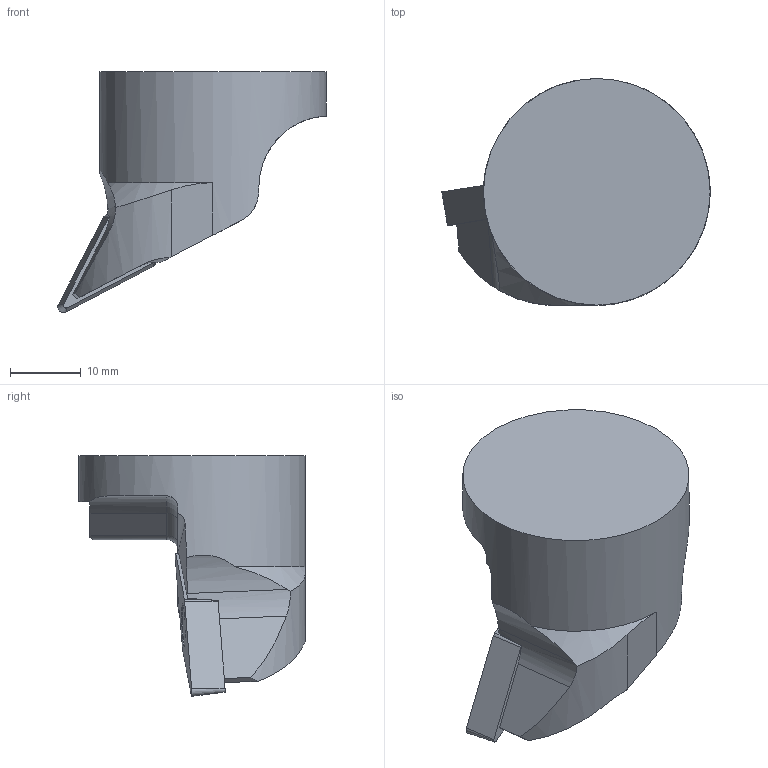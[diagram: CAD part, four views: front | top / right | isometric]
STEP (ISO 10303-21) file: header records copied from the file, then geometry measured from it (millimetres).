
FILE_DESCRIPTION(/* description */ (''),/* implementation_level */ '2;1');
FILE_NAME(/* name */ '1642510373004.stp',/* time_stamp */ '2022-01-18T18:23:10+06:00',/* author */ (''),/* organization */ ('SMS'),/* preprocessor_version */ 'ST-DEVELOPER v16.7',/* originating_system */ 'SIEMENS PLM Software NX 12.0',/* authorisation */ '');
FILE_SCHEMA (('AUTOMOTIVE_DESIGN { 1 0 10303 214 3 1 1 1 }'));
Length unit declared in the file: millimetre
Products named in the file (4): IsoTurningInsert; ASSEMBLY_CONSTRUCTION; 201795493mod000_01; 201795491mod000_01
Assembly tree (3 placements, depth 2):
  201795491mod000_01
    201795493mod000_01
    ASSEMBLY_CONSTRUCTION
    IsoTurningInsert
Bounding box: 37.87 x 32 x 34 mm (x, y, z)
Volume: 12767.8 mm3; surface area: 4445.7 mm2
Topology: 2 solids, 2 shells, 63 faces, 166 edges, 115 vertices
Faces by surface type: plane 27, cylinder 18, cone 10, torus 8
Full cylindrical faces by diameter (mm): 4.4 x2, 32 x1
Entity records: 2185 total; most frequent: CARTESIAN_POINT 488, DIRECTION 345, ORIENTED_EDGE 302, EDGE_CURVE 151, AXIS2_PLACEMENT_3D 139, VERTEX_POINT 102, EDGE_LOOP 75, LINE 67
